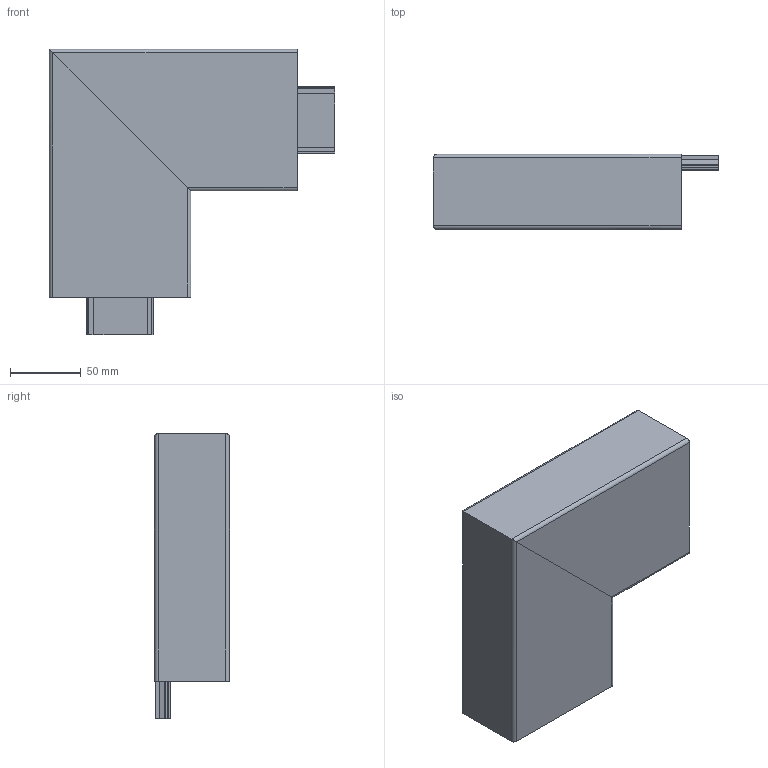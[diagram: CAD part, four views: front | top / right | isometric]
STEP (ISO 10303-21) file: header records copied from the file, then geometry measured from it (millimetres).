
FILE_DESCRIPTION (( 'STEP AP214' ), '1' );
FILE_NAME ('6113082.stp', '2016-05-11T12:40:27', ( '' ), ( '' ), 'SwSTEP 2.0', 'SolidWorks 2014', '' );
FILE_SCHEMA (( 'AUTOMOTIVE_DESIGN' ));
Length unit declared in the file: millimetre
Products named in the file (5): 091583_Standard; 091581_175; 091561_Standard; 091560_175; 6113082
Assembly tree (4 placements, depth 2):
  6113082
    091560_175
    091561_Standard
    091581_175
    091583_Standard
Bounding box: 201.5 x 53 x 201.5 mm (x, y, z)
Volume: 205931.9 mm3; surface area: 184056.7 mm2
Topology: 4 solids, 4 shells, 126 faces, 354 edges, 236 vertices
Faces by surface type: plane 106, cylinder 20
Entity records: 4196 total; most frequent: CARTESIAN_POINT 783, ORIENTED_EDGE 708, DIRECTION 620, EDGE_CURVE 354, LINE 314, VECTOR 314, VERTEX_POINT 236, AXIS2_PLACEMENT_3D 153
